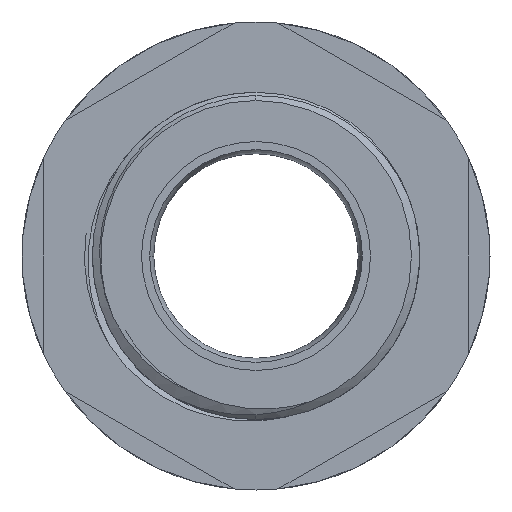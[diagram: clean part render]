
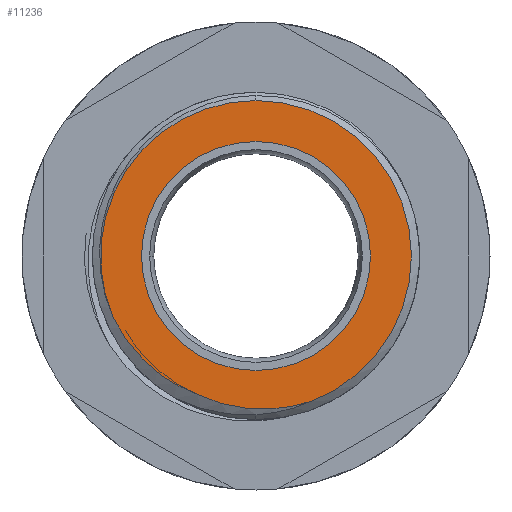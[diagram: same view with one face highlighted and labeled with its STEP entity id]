
A CAD part, front view. The second image highlights one B-rep face of the part: STEP entity #11236.
In plain terms, the highlighted planar face has unit normal (0, -1, 0).
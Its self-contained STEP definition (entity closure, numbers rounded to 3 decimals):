
#22 = CARTESIAN_POINT ( 'NONE',  ( -3.583, -10., -8.458 ) ) ;
#59 = CARTESIAN_POINT ( 'NONE',  ( -2.482, -10., -8.92 ) ) ;
#138 = ORIENTED_EDGE ( 'NONE', *, *, #7829, .F. ) ;
#222 = EDGE_LOOP ( 'NONE', ( #11585, #2537, #8780, #386 ) ) ;
#386 = ORIENTED_EDGE ( 'NONE', *, *, #7116, .T. ) ;
#491 = CARTESIAN_POINT ( 'NONE',  ( -7.433, -10., -5.753 ) ) ;
#1065 = CARTESIAN_POINT ( 'NONE',  ( -1.32, -10., -9.204 ) ) ;
#1299 = CARTESIAN_POINT ( 'NONE',  ( 0., -10., 0. ) ) ;
#1413 = AXIS2_PLACEMENT_3D ( 'NONE', #1299, #10590, #9843 ) ;
#1446 = CARTESIAN_POINT ( 'NONE',  ( -8.722, -10., -3.765 ) ) ;
#1492 = CARTESIAN_POINT ( 'NONE',  ( -6.828, -10., -6.404 ) ) ;
#1975 = VERTEX_POINT ( 'NONE', #6755 ) ;
#2054 = CARTESIAN_POINT ( 'NONE',  ( -0.44, -10., -9.326 ) ) ;
#2226 = FACE_BOUND ( 'NONE', #4516, .T. ) ;
#2370 = DIRECTION ( 'NONE',  ( 0., -1., 0. ) ) ;
#2413 = CIRCLE ( 'NONE', #6843, 9.5 ) ;
#2494 = CARTESIAN_POINT ( 'NONE',  ( -5.702, -10., -7.363 ) ) ;
#2537 = ORIENTED_EDGE ( 'NONE', *, *, #11983, .T. ) ;
#2670 = EDGE_CURVE ( 'NONE', #5914, #3624, #2413, .T. ) ;
#3035 = CIRCLE ( 'NONE', #3977, 7. ) ;
#3056 = CARTESIAN_POINT ( 'NONE',  ( 0.446, -10., -9.364 ) ) ;
#3058 = CARTESIAN_POINT ( 'NONE',  ( 0., -10., 0. ) ) ;
#3466 = CARTESIAN_POINT ( 'NONE',  ( -4.145, -10., -8.249 ) ) ;
#3624 = VERTEX_POINT ( 'NONE', #6253 ) ;
#3641 = CIRCLE ( 'NONE', #1413, 7. ) ;
#3773 = PLANE ( 'NONE',  #4386 ) ;
#3977 = AXIS2_PLACEMENT_3D ( 'NONE', #8188, #2370, #9140 ) ;
#4017 = CARTESIAN_POINT ( 'NONE',  ( 1.338, -10., -9.317 ) ) ;
#4019 = DIRECTION ( 'NONE',  ( 0., 0., 1. ) ) ;
#4386 = AXIS2_PLACEMENT_3D ( 'NONE', #5713, #12306, #6714 ) ;
#4516 = EDGE_LOOP ( 'NONE', ( #4910, #138 ) ) ;
#4910 = ORIENTED_EDGE ( 'NONE', *, *, #8610, .F. ) ;
#4982 = CARTESIAN_POINT ( 'NONE',  ( 2.802, -10., -9.069 ) ) ;
#5029 = CARTESIAN_POINT ( 'NONE',  ( -8.722, -10., -3.765 ) ) ;
#5109 = CARTESIAN_POINT ( 'NONE',  ( 0., -10., 7. ) ) ;
#5375 = DIRECTION ( 'NONE',  ( 0., -1., 0. ) ) ;
#5636 = CARTESIAN_POINT ( 'NONE',  ( 3.364, -10., -8.884 ) ) ;
#5713 = CARTESIAN_POINT ( 'NONE',  ( 0., -10., 0. ) ) ;
#5914 = VERTEX_POINT ( 'NONE', #5636 ) ;
#5926 = CARTESIAN_POINT ( 'NONE',  ( -3.042, -10., -8.716 ) ) ;
#6253 = CARTESIAN_POINT ( 'NONE',  ( 0., -10., 9.5 ) ) ;
#6305 = CARTESIAN_POINT ( 'NONE',  ( 0., -10., -7. ) ) ;
#6362 = CARTESIAN_POINT ( 'NONE',  ( -7.623, -10., -5.521 ) ) ;
#6714 = DIRECTION ( 'NONE',  ( 0., 0., 1. ) ) ;
#6755 = CARTESIAN_POINT ( 'NONE',  ( -3.583, -10., -8.458 ) ) ;
#6843 = AXIS2_PLACEMENT_3D ( 'NONE', #11063, #5375, #11984 ) ;
#6918 = CARTESIAN_POINT ( 'NONE',  ( -1.614, -10., -9.144 ) ) ;
#7116 = EDGE_CURVE ( 'NONE', #1975, #5914, #12039, .T. ) ;
#7174 = VERTEX_POINT ( 'NONE', #5029 ) ;
#7301 = CARTESIAN_POINT ( 'NONE',  ( -8.464, -10., -4.297 ) ) ;
#7342 = CARTESIAN_POINT ( 'NONE',  ( -7.036, -10., -6.194 ) ) ;
#7454 = B_SPLINE_CURVE_WITH_KNOTS ( 'NONE', 3,
 ( #1446, #7301, #11974, #6362, #491, #7342, #1492, #8291, #2494, #9251, #3466, #10194 ),
 .UNSPECIFIED., .F., .F.,
 ( 4, 2, 2, 2, 2, 4 ),
 ( 0.003, 0.005, 0.006, 0.007, 0.009, 0.01 ),
 .UNSPECIFIED. ) ;
#7829 = EDGE_CURVE ( 'NONE', #7894, #10348, #3641, .T. ) ;
#7890 = CARTESIAN_POINT ( 'NONE',  ( -0.734, -10., -9.295 ) ) ;
#7894 = VERTEX_POINT ( 'NONE', #5109 ) ;
#8188 = CARTESIAN_POINT ( 'NONE',  ( 0., -10., 0. ) ) ;
#8291 = CARTESIAN_POINT ( 'NONE',  ( -6.176, -10., -7.004 ) ) ;
#8610 = EDGE_CURVE ( 'NONE', #10348, #7894, #3035, .T. ) ;
#8780 = ORIENTED_EDGE ( 'NONE', *, *, #8876, .T. ) ;
#8848 = CARTESIAN_POINT ( 'NONE',  ( 0.15, -10., -9.36 ) ) ;
#8876 = EDGE_CURVE ( 'NONE', #7174, #1975, #7454, .T. ) ;
#9096 = AXIS2_PLACEMENT_3D ( 'NONE', #3058, #9793, #4019 ) ;
#9140 = DIRECTION ( 'NONE',  ( 0., 0., -1. ) ) ;
#9251 = CARTESIAN_POINT ( 'NONE',  ( -4.681, -10., -7.989 ) ) ;
#9609 = CIRCLE ( 'NONE', #9096, 9.5 ) ;
#9791 = CARTESIAN_POINT ( 'NONE',  ( 1.039, -10., -9.342 ) ) ;
#9793 = DIRECTION ( 'NONE',  ( 0., -1., 0. ) ) ;
#9843 = DIRECTION ( 'NONE',  ( 0., 0., -1. ) ) ;
#10194 = CARTESIAN_POINT ( 'NONE',  ( -3.583, -10., -8.458 ) ) ;
#10348 = VERTEX_POINT ( 'NONE', #6305 ) ;
#10590 = DIRECTION ( 'NONE',  ( 0., -1., 0. ) ) ;
#10710 = CARTESIAN_POINT ( 'NONE',  ( 2.226, -10., -9.201 ) ) ;
#11063 = CARTESIAN_POINT ( 'NONE',  ( 0., -10., 0. ) ) ;
#11236 = ADVANCED_FACE ( 'NONE', ( #2226, #12341 ), #3773, .F. ) ;
#11585 = ORIENTED_EDGE ( 'NONE', *, *, #2670, .T. ) ;
#11610 = CARTESIAN_POINT ( 'NONE',  ( 3.364, -10., -8.884 ) ) ;
#11974 = CARTESIAN_POINT ( 'NONE',  ( -8.157, -10., -4.803 ) ) ;
#11983 = EDGE_CURVE ( 'NONE', #3624, #7174, #9609, .T. ) ;
#11984 = DIRECTION ( 'NONE',  ( 0., 0., 1. ) ) ;
#12039 = B_SPLINE_CURVE_WITH_KNOTS ( 'NONE', 3,
 ( #22, #5926, #59, #6918, #1065, #7890, #2054, #8848, #3056, #9791, #4017, #10710, #4982, #11610 ),
 .UNSPECIFIED., .F., .F.,
 ( 4, 2, 2, 2, 2, 2, 4 ),
 ( 0., 0.002, 0.003, 0.004, 0.004, 0.005, 0.007 ),
 .UNSPECIFIED. ) ;
#12306 = DIRECTION ( 'NONE',  ( 0., 1., 0. ) ) ;
#12341 = FACE_OUTER_BOUND ( 'NONE', #222, .T. ) ;
